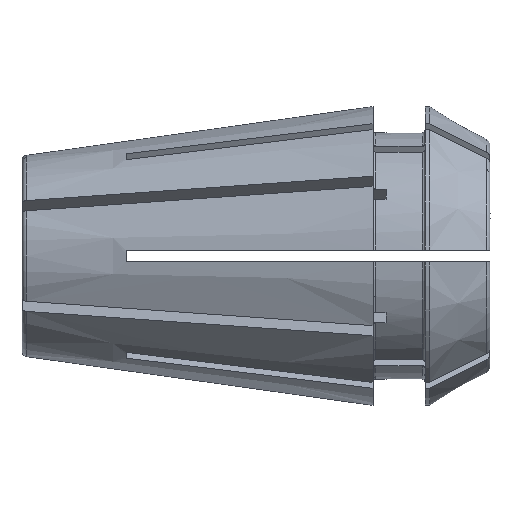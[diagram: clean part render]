
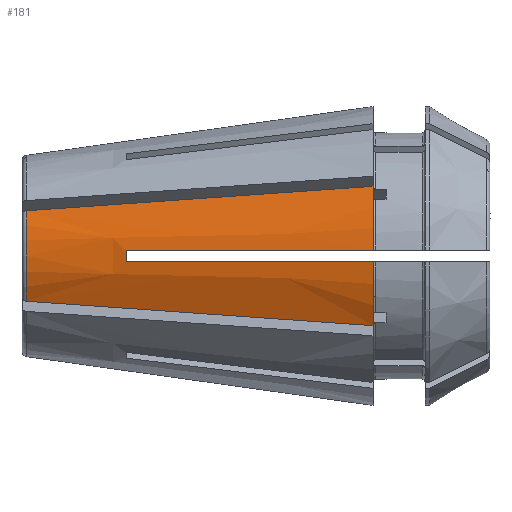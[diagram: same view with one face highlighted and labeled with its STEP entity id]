
A CAD part, front view. The second image highlights one B-rep face of the part: STEP entity #181.
In plain terms, the highlighted conical face has half-angle 8 degrees and reference radius 5.718 mm.
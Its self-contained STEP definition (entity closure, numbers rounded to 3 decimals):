
#181 = ADVANCED_FACE( '', ( #512 ), #513, .T. );
#512 = FACE_OUTER_BOUND( '', #991, .T. );
#513 = CONICAL_SURFACE( '', #992, 5.718, 0.14 );
#991 = EDGE_LOOP( '', ( #1464, #1465, #1466, #1467, #1468, #1469, #1470, #1471 ) );
#992 = AXIS2_PLACEMENT_3D( '', #1472, #1473, #1474 );
#1464 = ORIENTED_EDGE( '', *, *, #3004, .F. );
#1465 = ORIENTED_EDGE( '', *, *, #3005, .F. );
#1466 = ORIENTED_EDGE( '', *, *, #3006, .T. );
#1467 = ORIENTED_EDGE( '', *, *, #3007, .T. );
#1468 = ORIENTED_EDGE( '', *, *, #3008, .F. );
#1469 = ORIENTED_EDGE( '', *, *, #3009, .T. );
#1470 = ORIENTED_EDGE( '', *, *, #3010, .T. );
#1471 = ORIENTED_EDGE( '', *, *, #3011, .T. );
#1472 = CARTESIAN_POINT( '', ( -0.228, 0., 0. ) );
#1473 = DIRECTION( '', ( 1., 0., 0. ) );
#1474 = DIRECTION( '', ( 0., 0., -1. ) );
#3004 = EDGE_CURVE( '', #3617, #3618, #3619, .T. );
#3005 = EDGE_CURVE( '', #3620, #3617, #3621, .T. );
#3006 = EDGE_CURVE( '', #3620, #3622, #3623, .T. );
#3007 = EDGE_CURVE( '', #3622, #3624, #3625, .T. );
#3008 = EDGE_CURVE( '', #3626, #3624, #3627, .T. );
#3009 = EDGE_CURVE( '', #3626, #3628, #3629, .T. );
#3010 = EDGE_CURVE( '', #3628, #3630, #3631, .T. );
#3011 = EDGE_CURVE( '', #3630, #3618, #3632, .T. );
#3617 = VERTEX_POINT( '', #4530 );
#3618 = VERTEX_POINT( '', #4531 );
#3619 = B_SPLINE_CURVE_WITH_KNOTS( '', 3, ( #4532, #4533, #4534, #4535, #4536, #4537, #4538 ), .UNSPECIFIED., .F., .F., ( 4, 3, 4 ), ( 0., 0.007, 0.013 ), .UNSPECIFIED. );
#3620 = VERTEX_POINT( '', #4539 );
#3621 = CIRCLE( '', #4540, 3.877 );
#3622 = VERTEX_POINT( '', #4541 );
#3623 = B_SPLINE_CURVE_WITH_KNOTS( '', 3, ( #4542, #4543, #4544, #4545, #4546, #4547, #4548 ), .UNSPECIFIED., .F., .F., ( 4, 3, 4 ), ( 0., 0.007, 0.013 ), .UNSPECIFIED. );
#3624 = VERTEX_POINT( '', #4549 );
#3625 = CIRCLE( '', #4550, 5.75 );
#3626 = VERTEX_POINT( '', #4551 );
#3627 = B_SPLINE_CURVE_WITH_KNOTS( '', 3, ( #4552, #4553, #4554, #4555, #4556, #4557, #4558, #4559, #4560, #4561 ), .UNSPECIFIED., .F., .F., ( 4, 3, 3, 4 ), ( 0.007, 0.008, 0.016, 0.016 ), .UNSPECIFIED. );
#3628 = VERTEX_POINT( '', #4562 );
#3629 = CIRCLE( '', #4563, 4.415 );
#3630 = VERTEX_POINT( '', #4564 );
#3631 = B_SPLINE_CURVE_WITH_KNOTS( '', 3, ( #4565, #4566, #4567, #4568, #4569, #4570, #4571, #4572, #4573, #4574 ), .UNSPECIFIED., .F., .F., ( 4, 3, 3, 4 ), ( 0.007, 0.008, 0.016, 0.016 ), .UNSPECIFIED. );
#3632 = CIRCLE( '', #4575, 5.75 );
#4530 = CARTESIAN_POINT( '', ( -13.328, -3.464, 1.74 ) );
#4531 = CARTESIAN_POINT( '', ( 0., -5.088, 2.678 ) );
#4532 = CARTESIAN_POINT( '', ( -13.328, -3.464, 1.74 ) );
#4533 = CARTESIAN_POINT( '', ( -11.081, -3.738, 1.898 ) );
#4534 = CARTESIAN_POINT( '', ( -8.835, -4.012, 2.057 ) );
#4535 = CARTESIAN_POINT( '', ( -6.588, -4.286, 2.215 ) );
#4536 = CARTESIAN_POINT( '', ( -4.392, -4.553, 2.369 ) );
#4537 = CARTESIAN_POINT( '', ( -2.196, -4.821, 2.524 ) );
#4538 = CARTESIAN_POINT( '', ( 0., -5.088, 2.678 ) );
#4539 = CARTESIAN_POINT( '', ( -13.328, -3.464, -1.74 ) );
#4540 = AXIS2_PLACEMENT_3D( '', #6734, #6735, #6736 );
#4541 = CARTESIAN_POINT( '', ( 0., -5.088, -2.678 ) );
#4542 = CARTESIAN_POINT( '', ( -13.328, -3.464, -1.74 ) );
#4543 = CARTESIAN_POINT( '', ( -11.081, -3.738, -1.898 ) );
#4544 = CARTESIAN_POINT( '', ( -8.835, -4.012, -2.057 ) );
#4545 = CARTESIAN_POINT( '', ( -6.588, -4.286, -2.215 ) );
#4546 = CARTESIAN_POINT( '', ( -4.392, -4.553, -2.369 ) );
#4547 = CARTESIAN_POINT( '', ( -2.196, -4.821, -2.524 ) );
#4548 = CARTESIAN_POINT( '', ( 0., -5.088, -2.678 ) );
#4549 = CARTESIAN_POINT( '', ( 0., -5.746, -0.225 ) );
#4550 = AXIS2_PLACEMENT_3D( '', #6737, #6738, #6739 );
#4551 = CARTESIAN_POINT( '', ( -9.5, -4.409, -0.225 ) );
#4552 = CARTESIAN_POINT( '', ( -9.5, -4.409, -0.225 ) );
#4553 = CARTESIAN_POINT( '', ( -9.114, -4.463, -0.225 ) );
#4554 = CARTESIAN_POINT( '', ( -8.727, -4.518, -0.225 ) );
#4555 = CARTESIAN_POINT( '', ( -8.341, -4.572, -0.225 ) );
#4556 = CARTESIAN_POINT( '', ( -5.688, -4.945, -0.225 ) );
#4557 = CARTESIAN_POINT( '', ( -3.035, -5.319, -0.225 ) );
#4558 = CARTESIAN_POINT( '', ( -0.383, -5.692, -0.225 ) );
#4559 = CARTESIAN_POINT( '', ( -0.255, -5.71, -0.225 ) );
#4560 = CARTESIAN_POINT( '', ( -0.128, -5.728, -0.225 ) );
#4561 = CARTESIAN_POINT( '', ( 0., -5.746, -0.225 ) );
#4562 = CARTESIAN_POINT( '', ( -9.5, -4.409, 0.225 ) );
#4563 = AXIS2_PLACEMENT_3D( '', #6740, #6741, #6742 );
#4564 = CARTESIAN_POINT( '', ( 0., -5.746, 0.225 ) );
#4565 = CARTESIAN_POINT( '', ( -9.5, -4.409, 0.225 ) );
#4566 = CARTESIAN_POINT( '', ( -9.114, -4.463, 0.225 ) );
#4567 = CARTESIAN_POINT( '', ( -8.727, -4.518, 0.225 ) );
#4568 = CARTESIAN_POINT( '', ( -8.341, -4.572, 0.225 ) );
#4569 = CARTESIAN_POINT( '', ( -5.688, -4.945, 0.225 ) );
#4570 = CARTESIAN_POINT( '', ( -3.035, -5.319, 0.225 ) );
#4571 = CARTESIAN_POINT( '', ( -0.383, -5.692, 0.225 ) );
#4572 = CARTESIAN_POINT( '', ( -0.255, -5.71, 0.225 ) );
#4573 = CARTESIAN_POINT( '', ( -0.128, -5.728, 0.225 ) );
#4574 = CARTESIAN_POINT( '', ( 0., -5.746, 0.225 ) );
#4575 = AXIS2_PLACEMENT_3D( '', #6743, #6744, #6745 );
#6734 = CARTESIAN_POINT( '', ( -13.328, 0., 0. ) );
#6735 = DIRECTION( '', ( -1., 0., 0. ) );
#6736 = DIRECTION( '', ( 0., 0., 1. ) );
#6737 = CARTESIAN_POINT( '', ( 0., 0., 0. ) );
#6738 = DIRECTION( '', ( -1., 0., 0. ) );
#6739 = DIRECTION( '', ( 0., 0., 1. ) );
#6740 = CARTESIAN_POINT( '', ( -9.5, 0., 0. ) );
#6741 = DIRECTION( '', ( -1., 0., 0. ) );
#6742 = DIRECTION( '', ( 0., 0., 1. ) );
#6743 = CARTESIAN_POINT( '', ( 0., 0., 0. ) );
#6744 = DIRECTION( '', ( -1., 0., 0. ) );
#6745 = DIRECTION( '', ( 0., 0., 1. ) );
